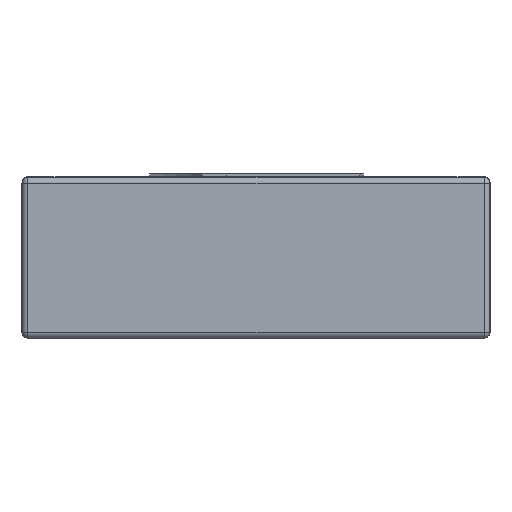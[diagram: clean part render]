
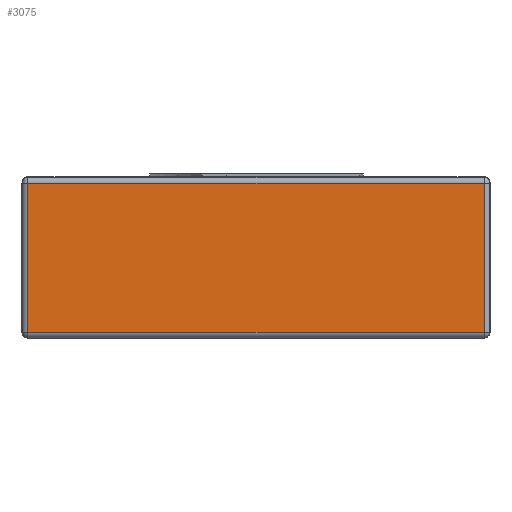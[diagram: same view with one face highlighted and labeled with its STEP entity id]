
A CAD part, left-side view. The second image highlights one B-rep face of the part: STEP entity #3075.
In plain terms, the highlighted planar face has unit normal (-1, 0, 0).
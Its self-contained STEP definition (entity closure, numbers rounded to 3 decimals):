
#530=FACE_OUTER_BOUND('',#709,.T.);
#709=EDGE_LOOP('',(#2552,#2553,#2554,#2555));
#966=LINE('',#5704,#1217);
#967=LINE('',#5706,#1218);
#968=LINE('',#5708,#1219);
#969=LINE('',#5709,#1220);
#1217=VECTOR('',#3596,1000.);
#1218=VECTOR('',#3597,1000.);
#1219=VECTOR('',#3598,1000.);
#1220=VECTOR('',#3599,1000.);
#1519=VERTEX_POINT('',#5702);
#1520=VERTEX_POINT('',#5703);
#1521=VERTEX_POINT('',#5705);
#1522=VERTEX_POINT('',#5707);
#1878=EDGE_CURVE('',#1519,#1520,#966,.T.);
#1879=EDGE_CURVE('',#1520,#1521,#967,.T.);
#1880=EDGE_CURVE('',#1521,#1522,#968,.T.);
#1881=EDGE_CURVE('',#1522,#1519,#969,.T.);
#2552=ORIENTED_EDGE('',*,*,#1878,.T.);
#2553=ORIENTED_EDGE('',*,*,#1879,.T.);
#2554=ORIENTED_EDGE('',*,*,#1880,.T.);
#2555=ORIENTED_EDGE('',*,*,#1881,.T.);
#2954=PLANE('',#3198);
#3075=ADVANCED_FACE('',(#530),#2954,.F.);
#3198=AXIS2_PLACEMENT_3D('',#5701,#3594,#3595);
#3594=DIRECTION('center_axis',(1.,0.,0.));
#3595=DIRECTION('ref_axis',(0.,1.,0.));
#3596=DIRECTION('',(0.,0.,-1.));
#3597=DIRECTION('',(0.,-1.,0.));
#3598=DIRECTION('',(0.,0.,1.));
#3599=DIRECTION('',(0.,1.,0.));
#5701=CARTESIAN_POINT('Origin',(-1.55,0.8,0.55));
#5702=CARTESIAN_POINT('',(-1.55,0.78,0.53));
#5703=CARTESIAN_POINT('',(-1.55,0.78,0.02));
#5704=CARTESIAN_POINT('',(-1.55,0.78,0.));
#5705=CARTESIAN_POINT('',(-1.55,-0.78,0.02));
#5706=CARTESIAN_POINT('',(-1.55,0.8,0.02));
#5707=CARTESIAN_POINT('',(-1.55,-0.78,0.53));
#5708=CARTESIAN_POINT('',(-1.55,-0.78,0.55));
#5709=CARTESIAN_POINT('',(-1.55,0.8,0.53));
